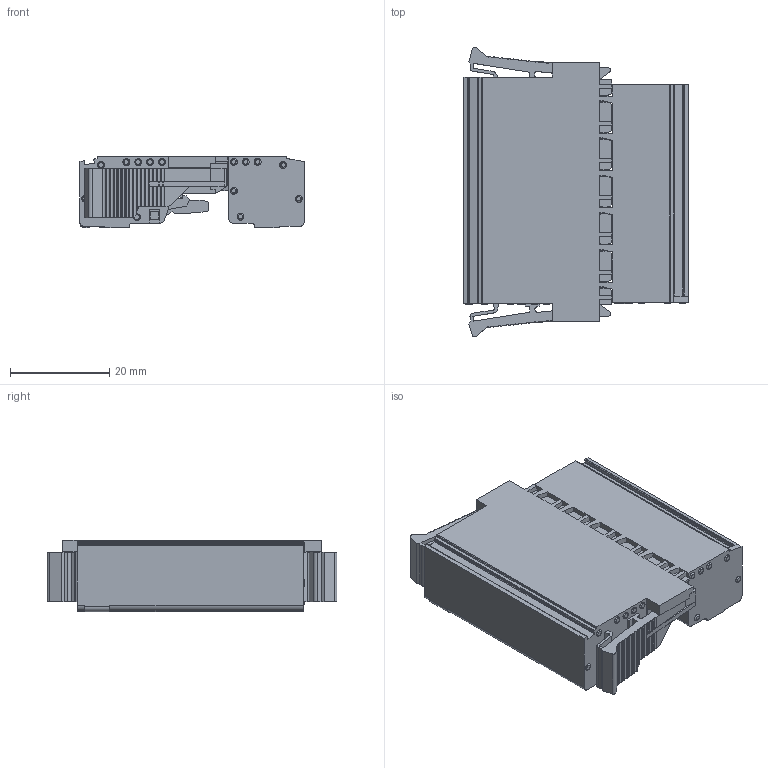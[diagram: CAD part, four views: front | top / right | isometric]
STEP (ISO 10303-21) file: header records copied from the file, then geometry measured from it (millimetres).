
FILE_DESCRIPTION(/* description */ ('Unknown'),/* implementation_level */ '2;1');
FILE_NAME(/* name */ 'DPSC7.50WW-6W',/* time_stamp */ '2025-02-19T15:05:55+06:00',/* author */ ('Unknown'),/* organization */ ('Unknown'),/* preprocessor_version */ 'ST-DEVELOPER v16.7',/* originating_system */ 'Solid Edge',/* authorisation */ 'Unknown');
FILE_SCHEMA (('AUTOMOTIVE_DESIGN {1 0 10303 214 3 1 1}'));
Products named in the file (1): DPSC7.50WW-6W
Bounding box: 45.25 x 58.35 x 14.47 mm (x, y, z)
Volume: 23359.8 mm3; surface area: 15382.7 mm2
Topology: 1 solids, 16 shells, 2040 faces, 5805 edges, 3799 vertices
Faces by surface type: plane 1378, cylinder 443, bspline 159, torus 26, cone 20, sphere 14
Full cylindrical faces by diameter (mm): 1.5 x3, 1.8 x6, 2.9 x5, 3.7 x6
Entity records: 83675 total; most frequent: CARTESIAN_POINT 17058, ORIENTED_EDGE 11426, DIRECTION 10056, EDGE_CURVE 5713, LINE 4140, VECTOR 4140, VERTEX_POINT 3796, AXIS2_PLACEMENT_3D 2958
